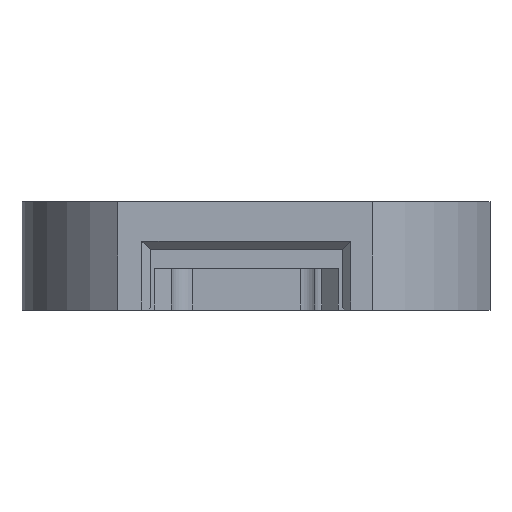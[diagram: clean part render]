
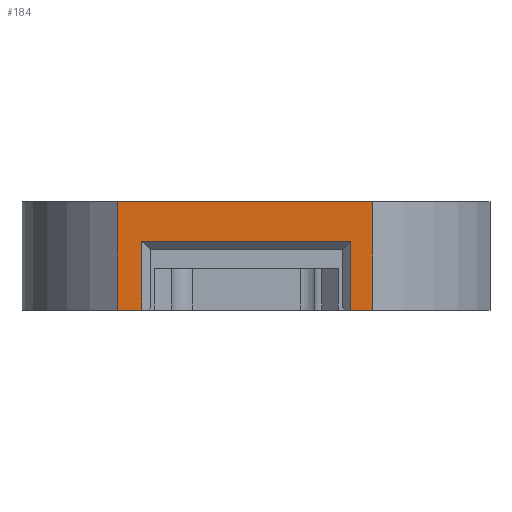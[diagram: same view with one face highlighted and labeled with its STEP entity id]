
A CAD part, left-side view. The second image highlights one B-rep face of the part: STEP entity #184.
In plain terms, the highlighted planar face has unit normal (-1, 0, 0).
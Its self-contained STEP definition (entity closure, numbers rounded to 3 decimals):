
#7 = VECTOR ( 'NONE', #1546, 1000. ) ;
#17 = LINE ( 'NONE', #946, #7 ) ;
#39 = VECTOR ( 'NONE', #761, 1000. ) ;
#40 = LINE ( 'NONE', #751, #39 ) ;
#105 = LINE ( 'NONE', #292, #116 ) ;
#116 = VECTOR ( 'NONE', #298, 1000. ) ;
#117 = CARTESIAN_POINT ( 'NONE',  ( 1473.702, 1377.43, 0. ) ) ;
#133 = DIRECTION ( 'NONE',  ( 0., -1., 0. ) ) ;
#139 = EDGE_CURVE ( 'NONE', #2390, #1919, #302, .T. ) ;
#178 = EDGE_CURVE ( 'NONE', #533, #1182, #284, .T. ) ;
#184 = ADVANCED_FACE ( 'NONE', ( #291 ), #1584, .T. ) ;
#210 = VECTOR ( 'NONE', #886, 1000. ) ;
#216 = VECTOR ( 'NONE', #944, 1000. ) ;
#217 = LINE ( 'NONE', #915, #210 ) ;
#222 = LINE ( 'NONE', #1011, #216 ) ;
#284 = LINE ( 'NONE', #1598, #295 ) ;
#288 = EDGE_CURVE ( 'NONE', #1182, #1545, #222, .T. ) ;
#291 = FACE_OUTER_BOUND ( 'NONE', #2189, .T. ) ;
#292 = CARTESIAN_POINT ( 'NONE',  ( 1473.702, 1377.43, -129.5 ) ) ;
#294 = VECTOR ( 'NONE', #1773, 1000. ) ;
#295 = VECTOR ( 'NONE', #1586, 1000. ) ;
#298 = DIRECTION ( 'NONE',  ( 0., -1., 0. ) ) ;
#302 = LINE ( 'NONE', #1799, #294 ) ;
#322 = EDGE_CURVE ( 'NONE', #1545, #1903, #217, .T. ) ;
#364 = CARTESIAN_POINT ( 'NONE',  ( 1473.702, 1072.117, -129.5 ) ) ;
#533 = VERTEX_POINT ( 'NONE', #2759 ) ;
#598 = VERTEX_POINT ( 'NONE', #117 ) ;
#626 = EDGE_CURVE ( 'NONE', #2130, #2390, #105, .T. ) ;
#667 = ORIENTED_EDGE ( 'NONE', *, *, #288, .T. ) ;
#751 = CARTESIAN_POINT ( 'NONE',  ( 1473.702, 1377.43, 0. ) ) ;
#761 = DIRECTION ( 'NONE',  ( 0., -1., 0. ) ) ;
#775 = EDGE_CURVE ( 'NONE', #598, #1903, #40, .T. ) ;
#834 = EDGE_CURVE ( 'NONE', #2130, #598, #17, .T. ) ;
#869 = CARTESIAN_POINT ( 'NONE',  ( 1473.702, 1348.284, -129.5 ) ) ;
#886 = DIRECTION ( 'NONE',  ( 0., 0., 1. ) ) ;
#915 = CARTESIAN_POINT ( 'NONE',  ( 1473.702, 1072.117, -129.5 ) ) ;
#929 = ORIENTED_EDGE ( 'NONE', *, *, #775, .F. ) ;
#944 = DIRECTION ( 'NONE',  ( 0., -1., 0. ) ) ;
#946 = CARTESIAN_POINT ( 'NONE',  ( 1473.702, 1377.43, -129.5 ) ) ;
#1009 = CARTESIAN_POINT ( 'NONE',  ( 1473.702, 1072.117, 0. ) ) ;
#1011 = CARTESIAN_POINT ( 'NONE',  ( 1473.702, 1377.43, -129.5 ) ) ;
#1182 = VERTEX_POINT ( 'NONE', #1836 ) ;
#1509 = ORIENTED_EDGE ( 'NONE', *, *, #834, .F. ) ;
#1521 = DIRECTION ( 'NONE',  ( -1., 0., 0. ) ) ;
#1532 = DIRECTION ( 'NONE',  ( 0., 0., 1. ) ) ;
#1545 = VERTEX_POINT ( 'NONE', #364 ) ;
#1546 = DIRECTION ( 'NONE',  ( 0., 0., 1. ) ) ;
#1547 = ORIENTED_EDGE ( 'NONE', *, *, #139, .T. ) ;
#1563 = CARTESIAN_POINT ( 'NONE',  ( 1473.702, 1377.43, -129.5 ) ) ;
#1584 = PLANE ( 'NONE',  #1703 ) ;
#1586 = DIRECTION ( 'NONE',  ( 0., 0., -1. ) ) ;
#1587 = ORIENTED_EDGE ( 'NONE', *, *, #626, .T. ) ;
#1598 = CARTESIAN_POINT ( 'NONE',  ( 1473.702, 1098.284, -129.5 ) ) ;
#1641 = ORIENTED_EDGE ( 'NONE', *, *, #322, .T. ) ;
#1703 = AXIS2_PLACEMENT_3D ( 'NONE', #1563, #1521, #1532 ) ;
#1773 = DIRECTION ( 'NONE',  ( 0., 0., 1. ) ) ;
#1799 = CARTESIAN_POINT ( 'NONE',  ( 1473.702, 1348.284, -57. ) ) ;
#1811 = CARTESIAN_POINT ( 'NONE',  ( 1473.702, 1377.43, -47. ) ) ;
#1836 = CARTESIAN_POINT ( 'NONE',  ( 1473.702, 1098.284, -129.5 ) ) ;
#1856 = LINE ( 'NONE', #1811, #1894 ) ;
#1894 = VECTOR ( 'NONE', #133, 1000. ) ;
#1903 = VERTEX_POINT ( 'NONE', #1009 ) ;
#1919 = VERTEX_POINT ( 'NONE', #2311 ) ;
#2010 = ORIENTED_EDGE ( 'NONE', *, *, #2515, .T. ) ;
#2130 = VERTEX_POINT ( 'NONE', #2583 ) ;
#2173 = ORIENTED_EDGE ( 'NONE', *, *, #178, .T. ) ;
#2189 = EDGE_LOOP ( 'NONE', ( #2010, #2173, #667, #1641, #929, #1509, #1587, #1547 ) ) ;
#2311 = CARTESIAN_POINT ( 'NONE',  ( 1473.702, 1348.284, -47. ) ) ;
#2390 = VERTEX_POINT ( 'NONE', #869 ) ;
#2515 = EDGE_CURVE ( 'NONE', #1919, #533, #1856, .T. ) ;
#2583 = CARTESIAN_POINT ( 'NONE',  ( 1473.702, 1377.43, -129.5 ) ) ;
#2759 = CARTESIAN_POINT ( 'NONE',  ( 1473.702, 1098.284, -47. ) ) ;
